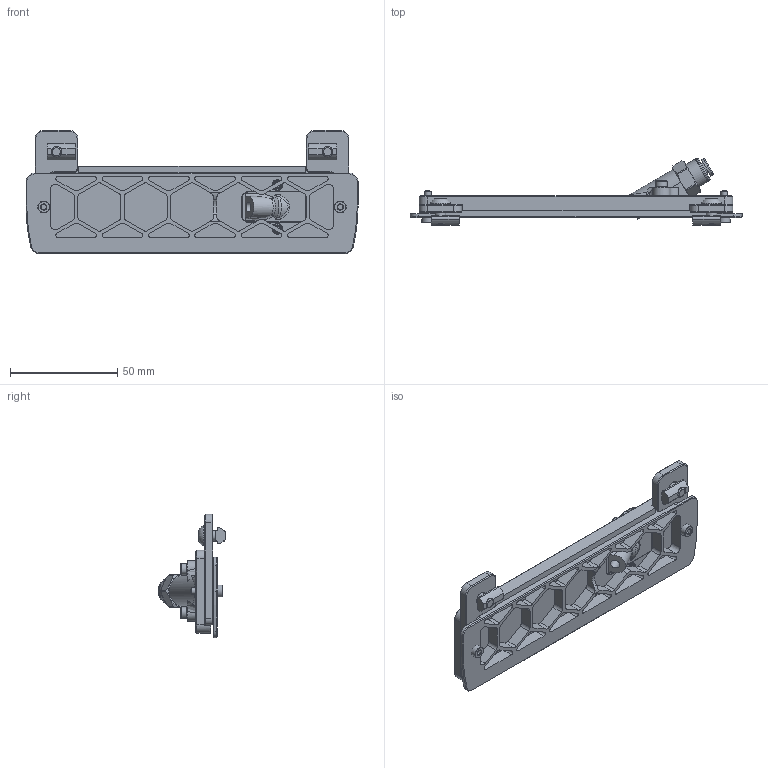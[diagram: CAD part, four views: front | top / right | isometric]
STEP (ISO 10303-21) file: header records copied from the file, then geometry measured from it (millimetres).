
FILE_DESCRIPTION(/* description */ ('STEP AP214'),/* implementation_level */ '2;1');
FILE_NAME(/* name */ '63a0d158760fba40189bc30f',/* time_stamp */ '2022-12-19T21:02:18+00:00',/* author */ (''),/* organization */ (''),/* preprocessor_version */ 'ST-DEVELOPER v18.102',/* originating_system */ ' ',/* authorisation */ ' ');
FILE_SCHEMA (('AUTOMOTIVE_DESIGN {1 0 10303 214 3 1 1}'));
Length unit declared in the file: metre
Products named in the file (20): assem; Assembly 2 <1>; M3 Threaded Insert (40); ftfe side mount fitting; M3x8 SHCS (101) (1); 2020 Drop-in T-nut, M5 (53); M5x10 BHCS (34); ftfe side mount back plate; M3x12 SHCS (37); M3 Threaded Insert (47); Exhaust Mount (1); M5x10 BHCS (52); Exhaust Mount; ftfe side mount grill; M3x12 SHCS (6); 2020 Drop-in T-nut, M5 (9); BSP Bowden Connector v1
Assembly tree (19 placements, depth 3):
  assem
    Assembly 2 <1>
      M3 Threaded Insert (40)
      ftfe side mount fitting
      M3x8 SHCS (101) (1)
      2020 Drop-in T-nut, M5 (53)
      M5x10 BHCS (34)
      ftfe side mount back plate
      M3x12 SHCS (37)
      M3 Threaded Insert (47)
      M3 Threaded Insert (40)
      M3 Threaded Insert (40)
      Exhaust Mount (1)
      M5x10 BHCS (52)
      Exhaust Mount
      ftfe side mount grill
      M3x12 SHCS (6)
      M3x8 SHCS (101) (1)
      2020 Drop-in T-nut, M5 (9)
      BSP Bowden Connector v1
Bounding box: 154.8 x 31.5 x 57.6 mm (x, y, z)
Volume: 43854.2 mm3; surface area: 36411.9 mm2
Topology: 18 solids, 18 shells, 640 faces, 1548 edges, 970 vertices
Faces by surface type: plane 290, cylinder 196, cone 125, bspline 20, torus 5, sphere 4
Full cylindrical faces by diameter (mm): 2.9 x4, 3 x4, 3.4 x4, 4 x1, 4.2 x6, 4.25 x4, 4.4 x1, 4.6 x6, 4.7 x2, 5 x10, 5.5 x7, 9 x1, 9.5 x2, 10 x1, 11 x1, 11.5 x1, 12 x2
Entity records: 24250 total; most frequent: CARTESIAN_POINT 9172, DIRECTION 3102, ORIENTED_EDGE 2854, EDGE_CURVE 1427, AXIS2_PLACEMENT_3D 1193, VERTEX_POINT 953, EDGE_LOOP 844, FACE_BOUND 844
